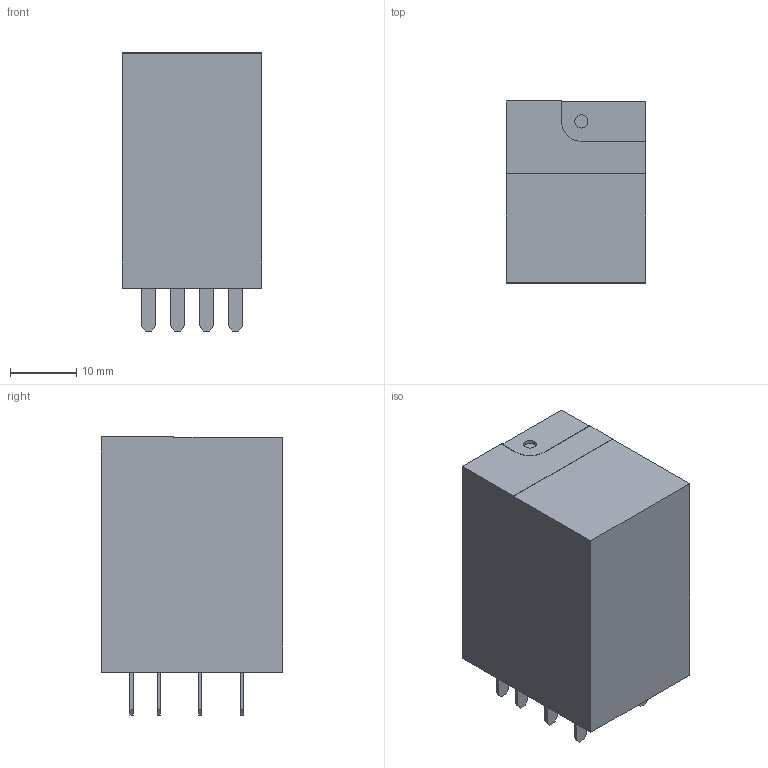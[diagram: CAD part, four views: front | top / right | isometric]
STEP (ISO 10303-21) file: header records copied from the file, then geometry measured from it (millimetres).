
FILE_DESCRIPTION(('CATIA V5 STEP Exchange','CAx-IF Rec.Pracs.--- Model Styling and Organization---1.5--- 2016-08-15','CAx-IF Rec.Pracs.---Supplemental Geometry---1.0---2011-11-01','CAx-IF Rec.Pracs.--- Composite Materials ---1.1---2010-07-15'),'2;1');
FILE_NAME ('D1631710_0', '2024-10-22T05:38:18+00:00', ('none'), ('Weidmueller'), 'CATIA Version 5-6 Release 2022 SP4 HF5', 'CATIA V5 STEP AP214 v3', 'none');
FILE_SCHEMA(('AUTOMOTIVE_DESIGN { 1 0 10303 214 1 1 1 1 }'));
Length unit declared in the file: millimetre
Products named in the file (1): S3D_CRM4_XXX_TU
Bounding box: 21.2 x 27.5 x 42.1 mm (x, y, z)
Volume: 20823.9 mm3; surface area: 5107.5 mm2
Topology: 1 solids, 1 shells, 116 faces, 297 edges, 198 vertices
Faces by surface type: plane 113, cylinder 3
Entity records: 3238 total; most frequent: ORIENTED_EDGE 594, CARTESIAN_POINT 537, DIRECTION 379, EDGE_CURVE 297, VECTOR 291, LINE 291, VERTEX_POINT 198, EDGE_LOOP 131
